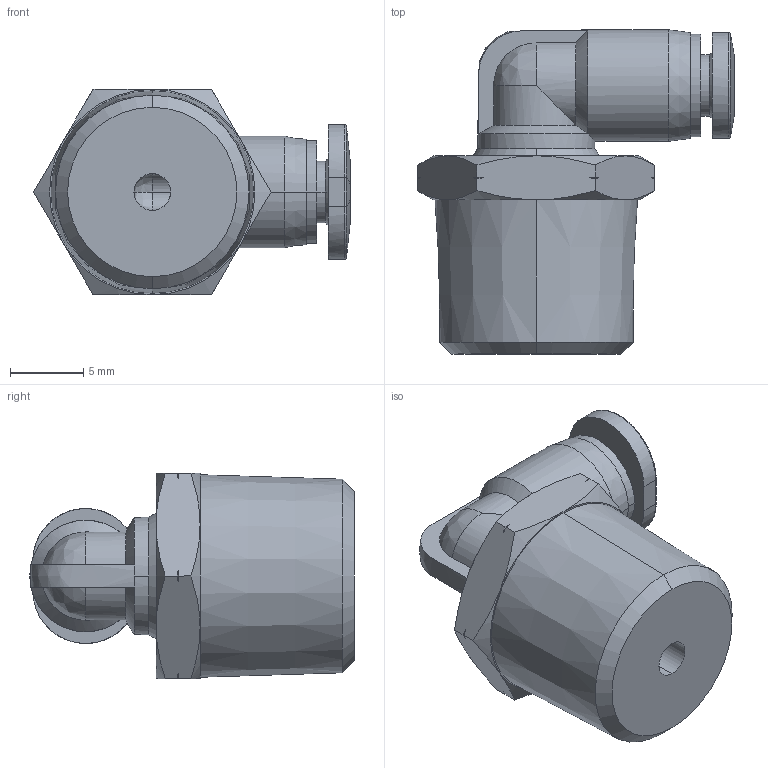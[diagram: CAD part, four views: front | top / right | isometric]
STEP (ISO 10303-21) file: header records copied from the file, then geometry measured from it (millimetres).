
FILE_DESCRIPTION (( 'STEP AP203' ), '1' );
FILE_NAME ('ME18-14N.step', '2016-02-15T20:00:49', ( '' ), ( '' ), 'SwSTEP 2.0', 'SolidWorks 2015', '' );
FILE_SCHEMA (( 'CONFIG_CONTROL_DESIGN' ));
Length unit declared in the file: inch
Products named in the file (1): ME18-14N
Bounding box: 21.58 x 22.1 x 14 mm (x, y, z)
Volume: 2514.2 mm3; surface area: 1630.6 mm2
Topology: 1 solids, 1 shells, 97 faces, 233 edges, 142 vertices
Faces by surface type: cone 40, cylinder 20, bspline 19, plane 18
Entity records: 4361 total; most frequent: CARTESIAN_POINT 2236, ORIENTED_EDGE 462, DIRECTION 370, EDGE_CURVE 231, AXIS2_PLACEMENT_3D 156, VERTEX_POINT 142, EDGE_LOOP 105, FACE_OUTER_BOUND 97
